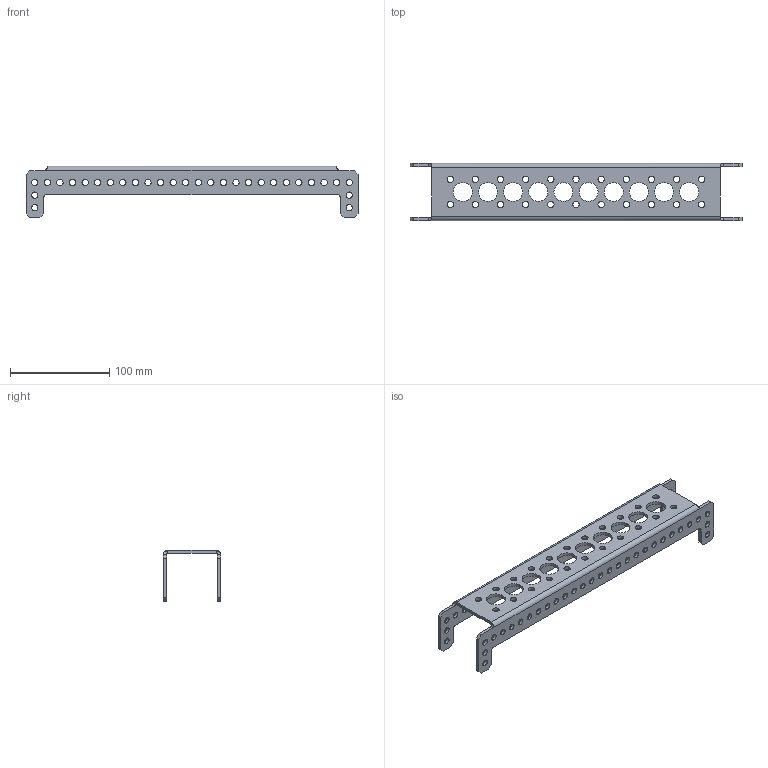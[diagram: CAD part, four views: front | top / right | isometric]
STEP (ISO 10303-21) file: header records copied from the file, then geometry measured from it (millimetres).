
FILE_DESCRIPTION (( 'STEP AP203' ), '1' );
FILE_NAME ('217-2593-003 Rev2.STEP', '2013-01-10T20:53:12', ( '' ), ( '' ), 'SwSTEP 2.0', 'SolidWorks 2012', '' );
FILE_SCHEMA (( 'CONFIG_CONTROL_DESIGN' ));
Length unit declared in the file: inch
Products named in the file (1): 217-2593-003 Rev2
Bounding box: 335.33 x 57.78 x 52.02 mm (x, y, z)
Volume: 92670 mm3; surface area: 69071.7 mm2
Topology: 1 solids, 1 shells, 238 faces, 692 edges, 456 vertices
Faces by surface type: cylinder 192, plane 42, bspline 4
Entity records: 8729 total; most frequent: CARTESIAN_POINT 1661, DIRECTION 1530, ORIENTED_EDGE 1384, EDGE_CURVE 692, AXIS2_PLACEMENT_3D 619, VERTEX_POINT 456, EDGE_LOOP 422, CIRCLE 384
